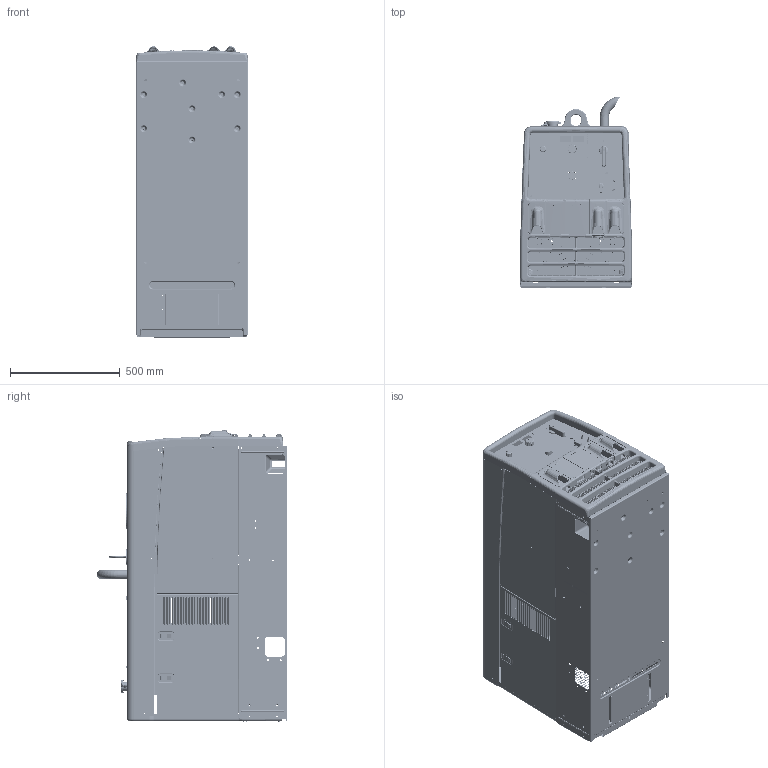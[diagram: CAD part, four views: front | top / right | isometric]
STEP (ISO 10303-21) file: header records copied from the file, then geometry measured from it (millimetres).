
FILE_DESCRIPTION (( 'STEP AP214' ), '1' );
FILE_NAME ('907548 SURFACES.STEP', '2024-03-14T18:40:53', ( '' ), ( '' ), 'SwSTEP 2.0', 'SolidWorks 2022', '' );
FILE_SCHEMA (( 'AUTOMOTIVE_DESIGN' ));
Length unit declared in the file: inch
Products named in the file (1): 907548 SURFACES
Bounding box: 511.17 x 869.04 x 1327.28 mm (x, y, z)
Surface area: 8515879.6 mm2 (no closed solid volume)
Topology: 0 solids, 211 shells, 4756 faces, 24519 edges, 19208 vertices
Faces by surface type: plane 3051, cylinder 970, torus 302, bspline 240, cone 164, sphere 29
Entity records: 337130 total; most frequent: CARTESIAN_POINT 84852, DIRECTION 37756, ORIENTED_EDGE 33337, EDGE_CURVE 24509, VERTEX_POINT 19202, VECTOR 15446, LINE 15446, AXIS2_PLACEMENT_3D 11155
